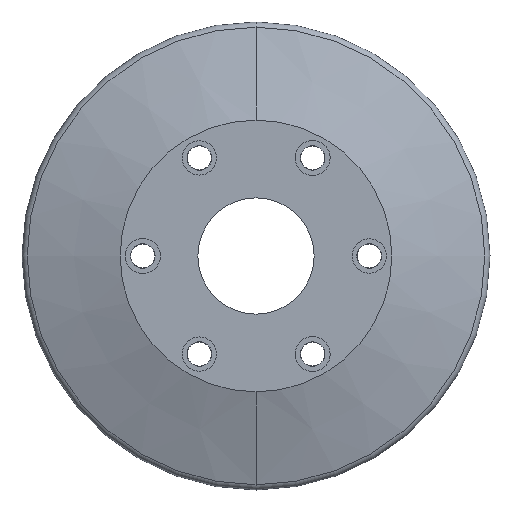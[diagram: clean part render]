
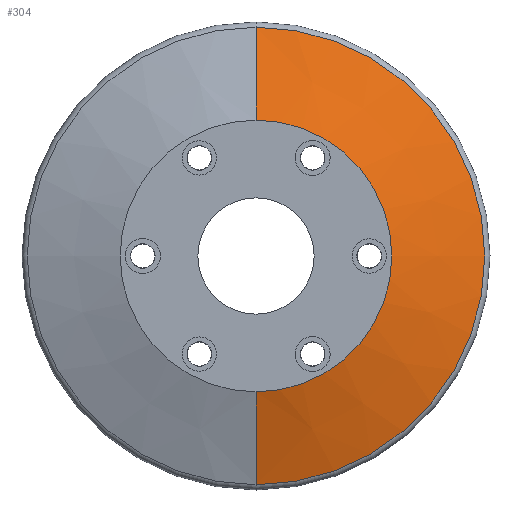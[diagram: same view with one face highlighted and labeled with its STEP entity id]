
A CAD part, front view. The second image highlights one B-rep face of the part: STEP entity #304.
In plain terms, the highlighted conical face has half-angle 72 degrees and reference radius 28.575 mm.
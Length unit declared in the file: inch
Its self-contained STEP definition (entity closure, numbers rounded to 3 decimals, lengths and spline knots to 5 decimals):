
#304 = ADVANCED_FACE ( 'NONE', ( #2395 ), #2394, .T. ) ;
#305 = EDGE_LOOP ( 'NONE', ( #306, #363, #365, #366 ) ) ;
#306 = ORIENTED_EDGE ( 'NONE', *, *, #361, .T. ) ;
#307 = VERTEX_POINT ( 'NONE', #2455 ) ;
#361 = EDGE_CURVE ( 'NONE', #307, #362, #2528, .T. ) ;
#362 = VERTEX_POINT ( 'NONE', #2523 ) ;
#363 = ORIENTED_EDGE ( 'NONE', *, *, #364, .T. ) ;
#364 = EDGE_CURVE ( 'NONE', #362, #380, #2522, .T. ) ;
#365 = ORIENTED_EDGE ( 'NONE', *, *, #378, .F. ) ;
#366 = ORIENTED_EDGE ( 'NONE', *, *, #367, .F. ) ;
#367 = EDGE_CURVE ( 'NONE', #307, #379, #2518, .T. ) ;
#378 = EDGE_CURVE ( 'NONE', #379, #380, #2556, .T. ) ;
#379 = VERTEX_POINT ( 'NONE', #2547 ) ;
#380 = VERTEX_POINT ( 'NONE', #2546 ) ;
#2392 = CARTESIAN_POINT ( 'NONE',  ( 0., 0., 0. ) ) ;
#2393 = AXIS2_PLACEMENT_3D ( 'NONE', #2392, #2454, #2453 ) ;
#2394 = CONICAL_SURFACE ( 'NONE', #2393, 1.125, 1.257 ) ;
#2395 = FACE_OUTER_BOUND ( 'NONE', #305, .T. ) ;
#2453 = DIRECTION ( 'NONE',  ( 0., 0., 1. ) ) ;
#2454 = DIRECTION ( 'NONE',  ( 0., 1., 0. ) ) ;
#2455 = CARTESIAN_POINT ( 'NONE',  ( 0., 0., 1.125 ) ) ;
#2515 = DIRECTION ( 'NONE',  ( 0., 0.309, 0.951 ) ) ;
#2516 = VECTOR ( 'NONE', #2515, 39.37008 ) ;
#2517 = CARTESIAN_POINT ( 'NONE',  ( 0., 0., 1.125 ) ) ;
#2518 = LINE ( 'NONE', #2517, #2516 ) ;
#2519 = DIRECTION ( 'NONE',  ( 0., 0.309, -0.951 ) ) ;
#2520 = VECTOR ( 'NONE', #2519, 39.37008 ) ;
#2521 = CARTESIAN_POINT ( 'NONE',  ( 0., 0., -1.125 ) ) ;
#2522 = LINE ( 'NONE', #2521, #2520 ) ;
#2523 = CARTESIAN_POINT ( 'NONE',  ( 0., 0., -1.125 ) ) ;
#2524 = DIRECTION ( 'NONE',  ( 0., 0., 1. ) ) ;
#2525 = DIRECTION ( 'NONE',  ( 0., 1., 0. ) ) ;
#2526 = CARTESIAN_POINT ( 'NONE',  ( 0., 0., 0. ) ) ;
#2527 = AXIS2_PLACEMENT_3D ( 'NONE', #2526, #2525, #2524 ) ;
#2528 = CIRCLE ( 'NONE', #2527, 1.125 ) ;
#2546 = CARTESIAN_POINT ( 'NONE',  ( 0., 0.25, -1.89442 ) ) ;
#2547 = CARTESIAN_POINT ( 'NONE',  ( 0., 0.25, 1.89442 ) ) ;
#2548 = DIRECTION ( 'NONE',  ( 0., 0., 1. ) ) ;
#2549 = DIRECTION ( 'NONE',  ( 0., 1., 0. ) ) ;
#2550 = CARTESIAN_POINT ( 'NONE',  ( 0., 0.25, 0. ) ) ;
#2551 = AXIS2_PLACEMENT_3D ( 'NONE', #2550, #2549, #2548 ) ;
#2556 = CIRCLE ( 'NONE', #2551, 1.89442 ) ;
